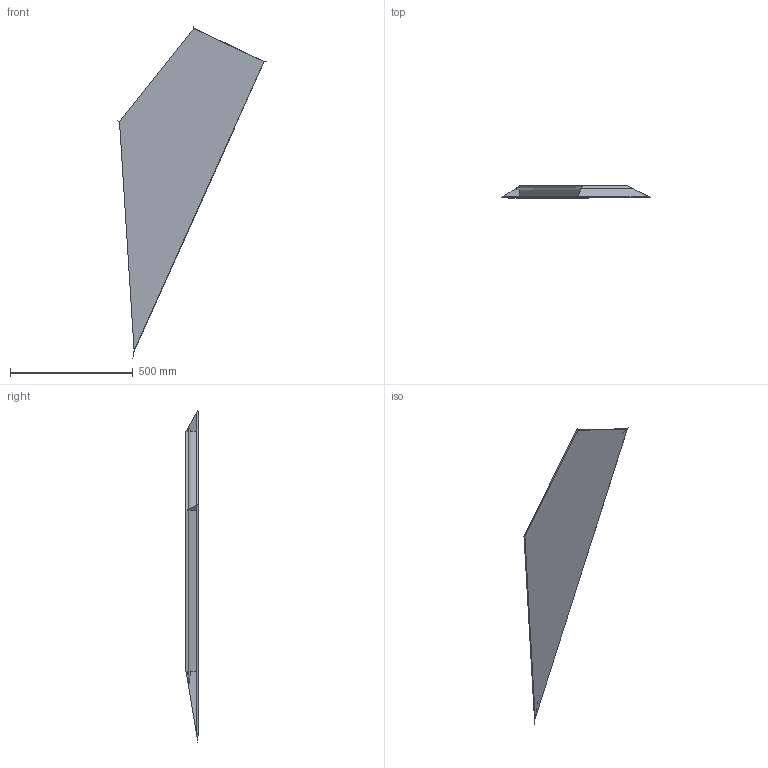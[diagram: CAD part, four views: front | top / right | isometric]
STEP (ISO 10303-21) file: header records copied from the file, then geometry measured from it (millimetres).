
FILE_DESCRIPTION(/* description */ (''),/* implementation_level */ '2;1');
FILE_NAME(/* name */ '168324 - mirage sagomato modB',/* time_stamp */ '2014-07-31T12:26:01+02:00',/* author */ (''),/* organization */ (''),/* preprocessor_version */ 'ST-DEVELOPER v10',/* originating_system */ '',/* authorisation */ '');
FILE_SCHEMA (('CONFIG_CONTROL_DESIGN'));
Length unit declared in the file: millimetre
Products named in the file (1): 1
Bounding box: 605.7 x 49 x 1353.71 mm (x, y, z)
Volume: 5962796.7 mm3; surface area: 1336305.4 mm2
Topology: 2 solids, 2 shells, 12 faces, 65 edges, 55 vertices
Faces by surface type: plane 6, bspline 6
Entity records: 1777 total; most frequent: CARTESIAN_POINT 1356, ORIENTED_EDGE 90, EDGE_CURVE 45, B_SPLINE_CURVE_WITH_KNOTS 45, VERTEX_POINT 35, DIRECTION 22, COMPOSITE_CURVE_SEGMENT 20, ADVANCED_FACE 12
